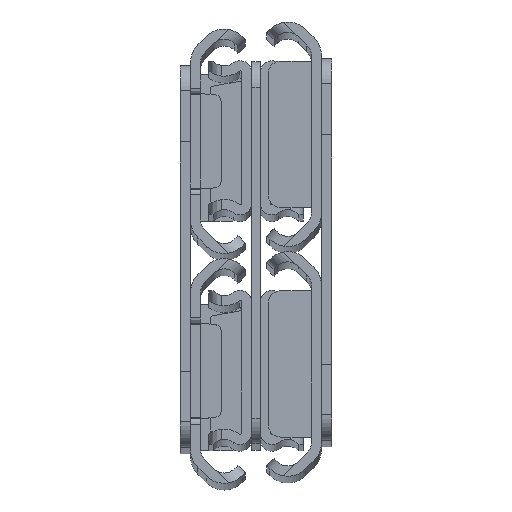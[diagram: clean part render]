
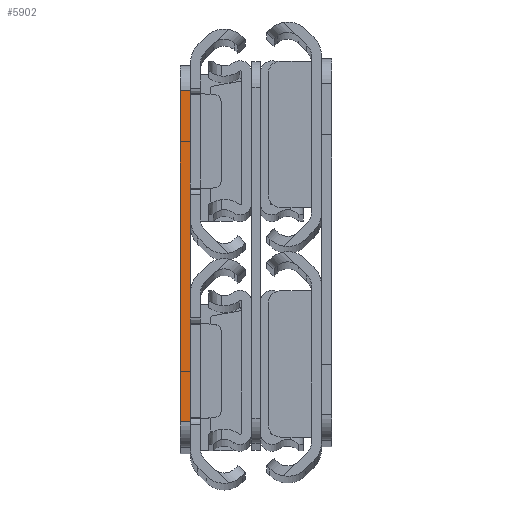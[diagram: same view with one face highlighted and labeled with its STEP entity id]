
A CAD part, top view. The second image highlights one B-rep face of the part: STEP entity #5902.
In plain terms, the highlighted planar face has unit normal (0, 0, 1).
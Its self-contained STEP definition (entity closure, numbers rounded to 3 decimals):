
#386 = CARTESIAN_POINT ( 'NONE',  ( -1.6, 0., 0. ) ) ;
#507 = ORIENTED_EDGE ( 'NONE', *, *, #7363, .F. ) ;
#727 = VERTEX_POINT ( 'NONE', #1881 ) ;
#1077 = VERTEX_POINT ( 'NONE', #5904 ) ;
#1475 = VECTOR ( 'NONE', #6760, 1000. ) ;
#1569 = FACE_OUTER_BOUND ( 'NONE', #6347, .T. ) ;
#1862 = EDGE_CURVE ( 'NONE', #1077, #2581, #2964, .T. ) ;
#1881 = CARTESIAN_POINT ( 'NONE',  ( -1.6, -26., 0. ) ) ;
#1890 = DIRECTION ( 'NONE',  ( 1., 0., 0. ) ) ;
#2188 = VERTEX_POINT ( 'NONE', #7629 ) ;
#2238 = DIRECTION ( 'NONE',  ( 1., 0., 0. ) ) ;
#2581 = VERTEX_POINT ( 'NONE', #6462 ) ;
#2659 = VECTOR ( 'NONE', #2896, 1000. ) ;
#2745 = VECTOR ( 'NONE', #1890, 1000. ) ;
#2855 = AXIS2_PLACEMENT_3D ( 'NONE', #386, #7691, #2238 ) ;
#2896 = DIRECTION ( 'NONE',  ( -1., 0., 0. ) ) ;
#2964 = LINE ( 'NONE', #5370, #2659 ) ;
#3570 = CARTESIAN_POINT ( 'NONE',  ( -1.6, 0., 0. ) ) ;
#4267 = LINE ( 'NONE', #4342, #1475 ) ;
#4342 = CARTESIAN_POINT ( 'NONE',  ( 0., 0., 0. ) ) ;
#4825 = DIRECTION ( 'NONE',  ( 0., -1., 0. ) ) ;
#4887 = LINE ( 'NONE', #7302, #2745 ) ;
#5070 = ORIENTED_EDGE ( 'NONE', *, *, #5961, .T. ) ;
#5370 = CARTESIAN_POINT ( 'NONE',  ( -1.6, 26., 0. ) ) ;
#5902 = ADVANCED_FACE ( 'NONE', ( #1569 ), #6382, .T. ) ;
#5903 = LINE ( 'NONE', #3570, #5988 ) ;
#5904 = CARTESIAN_POINT ( 'NONE',  ( 0., 26., 0. ) ) ;
#5961 = EDGE_CURVE ( 'NONE', #2581, #727, #5903, .T. ) ;
#5988 = VECTOR ( 'NONE', #4825, 1000. ) ;
#6311 = ORIENTED_EDGE ( 'NONE', *, *, #1862, .T. ) ;
#6347 = EDGE_LOOP ( 'NONE', ( #5070, #6854, #507, #6311 ) ) ;
#6382 = PLANE ( 'NONE',  #2855 ) ;
#6462 = CARTESIAN_POINT ( 'NONE',  ( -1.6, 26., 0. ) ) ;
#6760 = DIRECTION ( 'NONE',  ( 0., -1., 0. ) ) ;
#6854 = ORIENTED_EDGE ( 'NONE', *, *, #7084, .T. ) ;
#7084 = EDGE_CURVE ( 'NONE', #727, #2188, #4887, .T. ) ;
#7302 = CARTESIAN_POINT ( 'NONE',  ( -1.6, -26., 0. ) ) ;
#7363 = EDGE_CURVE ( 'NONE', #1077, #2188, #4267, .T. ) ;
#7629 = CARTESIAN_POINT ( 'NONE',  ( 0., -26., 0. ) ) ;
#7691 = DIRECTION ( 'NONE',  ( 0., 0., 1. ) ) ;
